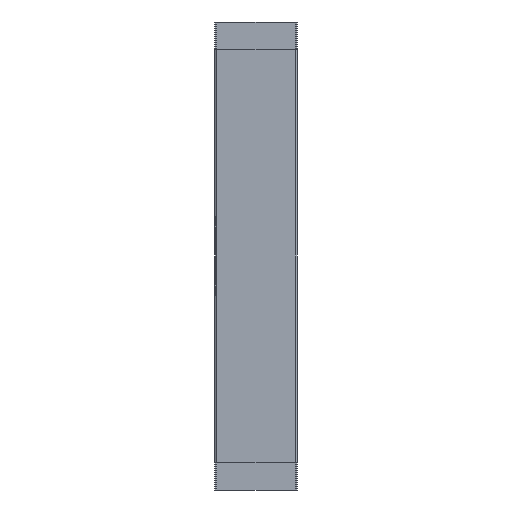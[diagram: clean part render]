
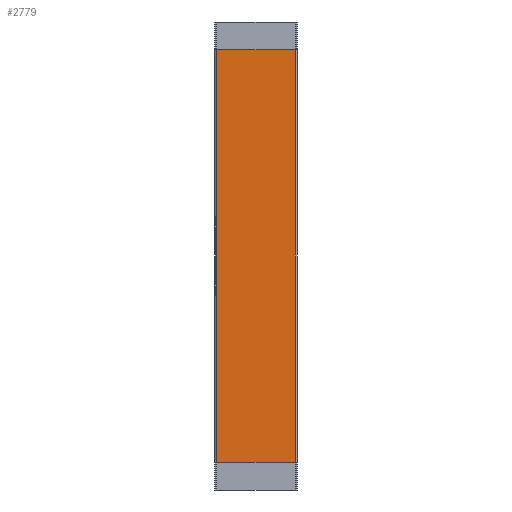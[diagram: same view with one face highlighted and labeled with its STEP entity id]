
A CAD part, front view. The second image highlights one B-rep face of the part: STEP entity #2779.
In plain terms, the highlighted planar face has unit normal (0, -1, 0).
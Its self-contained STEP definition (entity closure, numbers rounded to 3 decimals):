
#11 = ORIENTED_EDGE ( 'NONE', *, *, #2375, .T. ) ;
#39 = VECTOR ( 'NONE', #2158, 1000. ) ;
#95 = CARTESIAN_POINT ( 'NONE',  ( 969.419, 23.028, -1587. ) ) ;
#125 = ORIENTED_EDGE ( 'NONE', *, *, #2952, .F. ) ;
#127 = EDGE_CURVE ( 'NONE', #2314, #162, #3192, .T. ) ;
#162 = VERTEX_POINT ( 'NONE', #726 ) ;
#189 = CARTESIAN_POINT ( 'NONE',  ( 969.419, 23.028, -1887. ) ) ;
#385 = DIRECTION ( 'NONE',  ( 0., 0., -1. ) ) ;
#547 = EDGE_CURVE ( 'NONE', #1314, #1610, #814, .T. ) ;
#550 = CARTESIAN_POINT ( 'NONE',  ( 969.419, 23.028, 0. ) ) ;
#657 = ORIENTED_EDGE ( 'NONE', *, *, #127, .T. ) ;
#677 = ORIENTED_EDGE ( 'NONE', *, *, #2972, .T. ) ;
#726 = CARTESIAN_POINT ( 'NONE',  ( 1026.372, 23.028, -1587. ) ) ;
#814 = LINE ( 'NONE', #2735, #2574 ) ;
#816 = DIRECTION ( 'NONE',  ( 0., 0., -1. ) ) ;
#868 = DIRECTION ( 'NONE',  ( 0., 0., -1. ) ) ;
#979 = CARTESIAN_POINT ( 'NONE',  ( 1026.372, 23.028, 0. ) ) ;
#1114 = CARTESIAN_POINT ( 'NONE',  ( 969.419, 23.028, 0. ) ) ;
#1128 = VERTEX_POINT ( 'NONE', #189 ) ;
#1266 = LINE ( 'NONE', #1114, #2513 ) ;
#1267 = VECTOR ( 'NONE', #385, 1000. ) ;
#1314 = VERTEX_POINT ( 'NONE', #2230 ) ;
#1400 = ORIENTED_EDGE ( 'NONE', *, *, #547, .T. ) ;
#1449 = EDGE_CURVE ( 'NONE', #1929, #162, #1473, .T. ) ;
#1473 = LINE ( 'NONE', #2534, #2793 ) ;
#1524 = CARTESIAN_POINT ( 'NONE',  ( 1026.372, 23.028, -1887. ) ) ;
#1610 = VERTEX_POINT ( 'NONE', #2303 ) ;
#1655 = CARTESIAN_POINT ( 'NONE',  ( -0.625, 23.028, -1887. ) ) ;
#1685 = DIRECTION ( 'NONE',  ( 0., 0., 1. ) ) ;
#1929 = VERTEX_POINT ( 'NONE', #95 ) ;
#2078 = DIRECTION ( 'NONE',  ( 1., 0., 0. ) ) ;
#2150 = EDGE_LOOP ( 'NONE', ( #125, #657, #2729, #677, #1400, #11 ) ) ;
#2158 = DIRECTION ( 'NONE',  ( -1., 0., 0. ) ) ;
#2230 = CARTESIAN_POINT ( 'NONE',  ( 969.419, 23.028, -1708.5 ) ) ;
#2303 = CARTESIAN_POINT ( 'NONE',  ( 969.419, 23.028, -1765.5 ) ) ;
#2314 = VERTEX_POINT ( 'NONE', #1524 ) ;
#2323 = DIRECTION ( 'NONE',  ( 0., -1., 0. ) ) ;
#2375 = EDGE_CURVE ( 'NONE', #1610, #1128, #1266, .T. ) ;
#2406 = CARTESIAN_POINT ( 'NONE',  ( 969.419, 23.028, 0. ) ) ;
#2513 = VECTOR ( 'NONE', #868, 1000. ) ;
#2534 = CARTESIAN_POINT ( 'NONE',  ( -0.625, 23.028, -1587. ) ) ;
#2558 = FACE_OUTER_BOUND ( 'NONE', #2150, .T. ) ;
#2573 = AXIS2_PLACEMENT_3D ( 'NONE', #550, #2323, #816 ) ;
#2574 = VECTOR ( 'NONE', #2707, 1000. ) ;
#2604 = LINE ( 'NONE', #2406, #1267 ) ;
#2680 = LINE ( 'NONE', #1655, #39 ) ;
#2707 = DIRECTION ( 'NONE',  ( 0., 0., -1. ) ) ;
#2729 = ORIENTED_EDGE ( 'NONE', *, *, #1449, .F. ) ;
#2735 = CARTESIAN_POINT ( 'NONE',  ( 969.419, 23.028, -1708.5 ) ) ;
#2779 = ADVANCED_FACE ( 'NONE', ( #2558 ), #2806, .T. ) ;
#2793 = VECTOR ( 'NONE', #2078, 1000. ) ;
#2806 = PLANE ( 'NONE',  #2573 ) ;
#2854 = VECTOR ( 'NONE', #1685, 1000. ) ;
#2952 = EDGE_CURVE ( 'NONE', #2314, #1128, #2680, .T. ) ;
#2972 = EDGE_CURVE ( 'NONE', #1929, #1314, #2604, .T. ) ;
#3192 = LINE ( 'NONE', #979, #2854 ) ;
